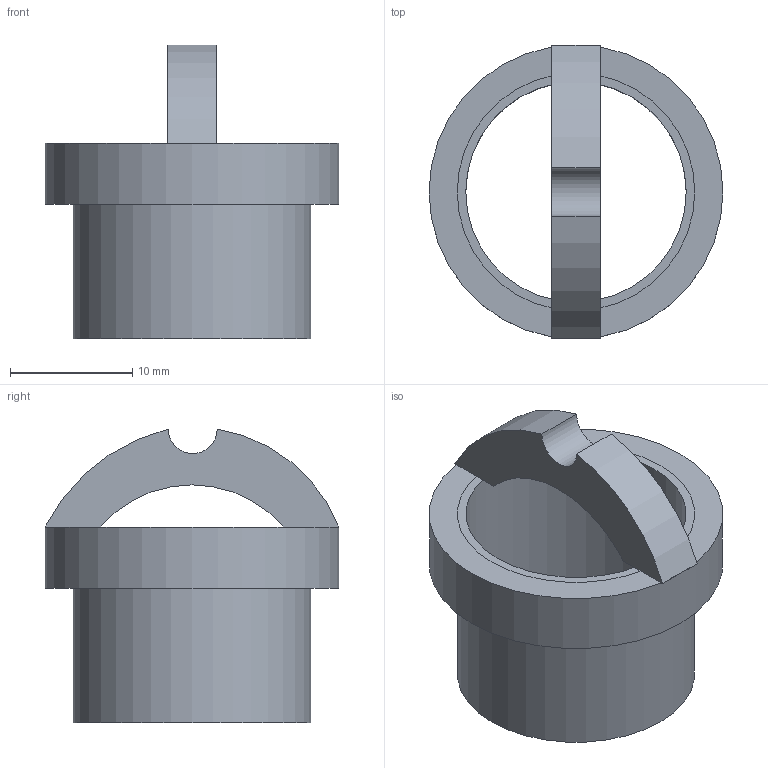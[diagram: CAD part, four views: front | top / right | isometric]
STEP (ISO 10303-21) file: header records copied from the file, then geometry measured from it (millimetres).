
FILE_DESCRIPTION(('FreeCAD Model'),'2;1');
FILE_NAME('set_top.step', '2016-09-25T15:41:59',('Author'),(''), 'Open CASCADE STEP processor 6.8','FreeCAD','Unknown');
FILE_SCHEMA(('AUTOMOTIVE_DESIGN_CC2 { 1 2 10303 214 -1 1 5 4 }'));
Length unit declared in the file: millimetre
Products named in the file (4): ASSEMBLY; Pocket001; Pocket002; Pocket003
Assembly tree (3 placements, depth 2):
  ASSEMBLY
    Pocket001
    Pocket002
    Pocket003
Bounding box: 24 x 24 x 24 mm (x, y, z)
Volume: 1828.6 mm3; surface area: 3386.5 mm2
Topology: 3 solids, 3 shells, 16 faces, 30 edges, 20 vertices
Faces by surface type: cylinder 8, plane 8
Full cylindrical faces by diameter (mm): 18 x1, 19.4 x2, 24 x1
Entity records: 900 total; most frequent: DIRECTION 146, CARTESIAN_POINT 130, ORIENTED_EDGE 60, PCURVE 60, DEFINITIONAL_REPRESENTATION 60, LINE 58, VECTOR 58, AXIS2_PLACEMENT_3D 36
